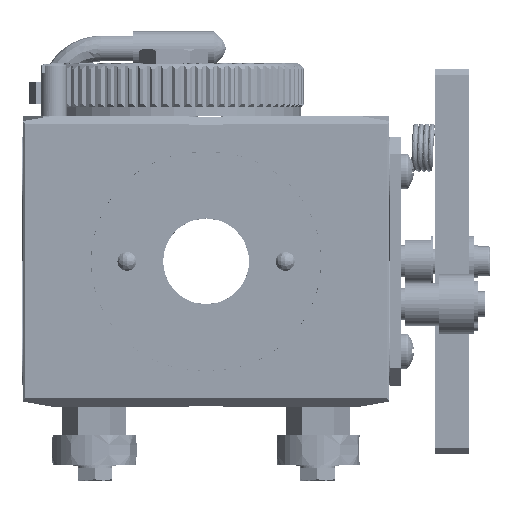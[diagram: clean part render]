
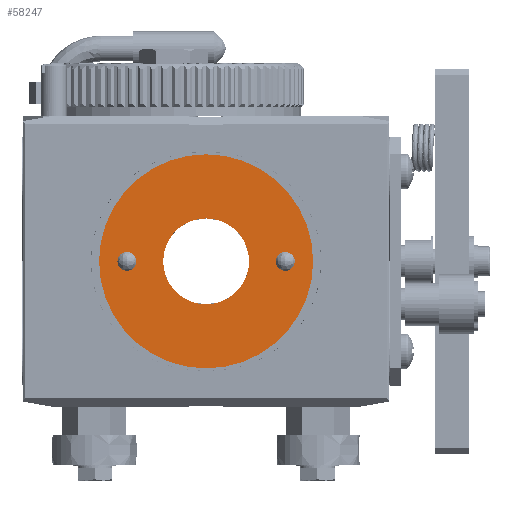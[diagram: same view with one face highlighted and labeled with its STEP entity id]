
A CAD part, left-side view. The second image highlights one B-rep face of the part: STEP entity #58247.
In plain terms, the highlighted planar face has unit normal (-1, 0, 0).
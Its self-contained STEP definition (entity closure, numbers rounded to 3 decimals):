
#1526 = ORIENTED_EDGE ( 'NONE', *, *, #172510, .F. ) ;
#9256 = FACE_OUTER_BOUND ( 'NONE', #172162, .T. ) ;
#9614 = CARTESIAN_POINT ( 'NONE',  ( -58.5, 0., 0. ) ) ;
#12072 = AXIS2_PLACEMENT_3D ( 'NONE', #99150, #95791, #43544 ) ;
#14077 = EDGE_CURVE ( 'NONE', #171173, #79857, #118043, .T. ) ;
#26252 = EDGE_CURVE ( 'NONE', #185946, #64871, #109930, .T. ) ;
#27469 = CARTESIAN_POINT ( 'NONE',  ( -58.5, 0., 0. ) ) ;
#28513 = CARTESIAN_POINT ( 'NONE',  ( -58.5, 0., 0. ) ) ;
#30692 = VERTEX_POINT ( 'NONE', #70245 ) ;
#32681 = CARTESIAN_POINT ( 'NONE',  ( -58.5, -18.5, 0. ) ) ;
#35655 = AXIS2_PLACEMENT_3D ( 'NONE', #158983, #157868, #145298 ) ;
#36515 = CIRCLE ( 'NONE', #47589, 25. ) ;
#43544 = DIRECTION ( 'NONE',  ( 0., 0., 1. ) ) ;
#45661 = DIRECTION ( 'NONE',  ( -1., 0., 0. ) ) ;
#46605 = FACE_BOUND ( 'NONE', #202556, .T. ) ;
#47589 = AXIS2_PLACEMENT_3D ( 'NONE', #27469, #96677, #78555 ) ;
#49610 = ORIENTED_EDGE ( 'NONE', *, *, #26252, .F. ) ;
#53665 = AXIS2_PLACEMENT_3D ( 'NONE', #142949, #175928, #88517 ) ;
#58247 = ADVANCED_FACE ( 'NONE', ( #46605, #114761, #9256, #163672 ), #96617, .F. ) ;
#61143 = ORIENTED_EDGE ( 'NONE', *, *, #14077, .F. ) ;
#61935 = CARTESIAN_POINT ( 'NONE',  ( -58.5, 0., -10.025 ) ) ;
#64625 = DIRECTION ( 'NONE',  ( 0., 0., 1. ) ) ;
#64871 = VERTEX_POINT ( 'NONE', #86527 ) ;
#65322 = AXIS2_PLACEMENT_3D ( 'NONE', #219419, #45661, #95673 ) ;
#70245 = CARTESIAN_POINT ( 'NONE',  ( -58.5, 0., 10.025 ) ) ;
#77944 = EDGE_CURVE ( 'NONE', #30692, #83206, #165306, .T. ) ;
#78555 = DIRECTION ( 'NONE',  ( 0., 0., 1. ) ) ;
#79735 = AXIS2_PLACEMENT_3D ( 'NONE', #32681, #189344, #122278 ) ;
#79857 = VERTEX_POINT ( 'NONE', #196429 ) ;
#83206 = VERTEX_POINT ( 'NONE', #61935 ) ;
#86527 = CARTESIAN_POINT ( 'NONE',  ( -58.5, 18.5, -1.225 ) ) ;
#88517 = DIRECTION ( 'NONE',  ( 0., 0., 1. ) ) ;
#89384 = AXIS2_PLACEMENT_3D ( 'NONE', #9614, #98075, #184385 ) ;
#94367 = DIRECTION ( 'NONE',  ( 0., 0., -1. ) ) ;
#95673 = DIRECTION ( 'NONE',  ( 0., 0., -1. ) ) ;
#95791 = DIRECTION ( 'NONE',  ( -1., 0., 0. ) ) ;
#96617 = PLANE ( 'NONE',  #221947 ) ;
#96677 = DIRECTION ( 'NONE',  ( 1., 0., 0. ) ) ;
#98075 = DIRECTION ( 'NONE',  ( 1., 0., 0. ) ) ;
#99150 = CARTESIAN_POINT ( 'NONE',  ( -58.5, 18.5, 0. ) ) ;
#100787 = EDGE_LOOP ( 'NONE', ( #49610, #176428 ) ) ;
#109930 = CIRCLE ( 'NONE', #12072, 1.225 ) ;
#111056 = EDGE_CURVE ( 'NONE', #64871, #185946, #133457, .T. ) ;
#114761 = FACE_BOUND ( 'NONE', #100787, .T. ) ;
#115879 = DIRECTION ( 'NONE',  ( 1., 0., 0. ) ) ;
#118043 = CIRCLE ( 'NONE', #165232, 1.225 ) ;
#122278 = DIRECTION ( 'NONE',  ( 0., 0., 1. ) ) ;
#123494 = CARTESIAN_POINT ( 'NONE',  ( -58.5, 0., 25. ) ) ;
#131657 = CARTESIAN_POINT ( 'NONE',  ( -58.5, -18.5, 0. ) ) ;
#133457 = CIRCLE ( 'NONE', #53665, 1.225 ) ;
#137333 = CIRCLE ( 'NONE', #35655, 10.025 ) ;
#138626 = VERTEX_POINT ( 'NONE', #123494 ) ;
#141248 = CIRCLE ( 'NONE', #79735, 1.225 ) ;
#142949 = CARTESIAN_POINT ( 'NONE',  ( -58.5, 18.5, 0. ) ) ;
#145298 = DIRECTION ( 'NONE',  ( 0., 0., -1. ) ) ;
#148326 = ORIENTED_EDGE ( 'NONE', *, *, #215612, .F. ) ;
#157868 = DIRECTION ( 'NONE',  ( -1., 0., 0. ) ) ;
#157904 = ORIENTED_EDGE ( 'NONE', *, *, #218984, .F. ) ;
#158983 = CARTESIAN_POINT ( 'NONE',  ( -58.5, 0., 0. ) ) ;
#163672 = FACE_BOUND ( 'NONE', #170376, .T. ) ;
#165232 = AXIS2_PLACEMENT_3D ( 'NONE', #131657, #200932, #64625 ) ;
#165306 = CIRCLE ( 'NONE', #65322, 10.025 ) ;
#170376 = EDGE_LOOP ( 'NONE', ( #157904, #61143 ) ) ;
#171173 = VERTEX_POINT ( 'NONE', #175145 ) ;
#172162 = EDGE_LOOP ( 'NONE', ( #176753, #148326 ) ) ;
#172510 = EDGE_CURVE ( 'NONE', #83206, #30692, #137333, .T. ) ;
#172860 = CIRCLE ( 'NONE', #89384, 25. ) ;
#175145 = CARTESIAN_POINT ( 'NONE',  ( -58.5, -18.5, -1.225 ) ) ;
#175928 = DIRECTION ( 'NONE',  ( -1., 0., 0. ) ) ;
#176428 = ORIENTED_EDGE ( 'NONE', *, *, #111056, .F. ) ;
#176753 = ORIENTED_EDGE ( 'NONE', *, *, #220730, .F. ) ;
#179418 = CARTESIAN_POINT ( 'NONE',  ( -58.5, 18.5, 1.225 ) ) ;
#184385 = DIRECTION ( 'NONE',  ( 0., 0., 1. ) ) ;
#185946 = VERTEX_POINT ( 'NONE', #179418 ) ;
#189344 = DIRECTION ( 'NONE',  ( -1., 0., 0. ) ) ;
#189801 = ORIENTED_EDGE ( 'NONE', *, *, #77944, .F. ) ;
#196429 = CARTESIAN_POINT ( 'NONE',  ( -58.5, -18.5, 1.225 ) ) ;
#200932 = DIRECTION ( 'NONE',  ( -1., 0., 0. ) ) ;
#202556 = EDGE_LOOP ( 'NONE', ( #1526, #189801 ) ) ;
#211122 = VERTEX_POINT ( 'NONE', #218535 ) ;
#215612 = EDGE_CURVE ( 'NONE', #211122, #138626, #172860, .T. ) ;
#218535 = CARTESIAN_POINT ( 'NONE',  ( -58.5, 0., -25. ) ) ;
#218984 = EDGE_CURVE ( 'NONE', #79857, #171173, #141248, .T. ) ;
#219419 = CARTESIAN_POINT ( 'NONE',  ( -58.5, 0., 0. ) ) ;
#220730 = EDGE_CURVE ( 'NONE', #138626, #211122, #36515, .T. ) ;
#221947 = AXIS2_PLACEMENT_3D ( 'NONE', #28513, #115879, #94367 ) ;
